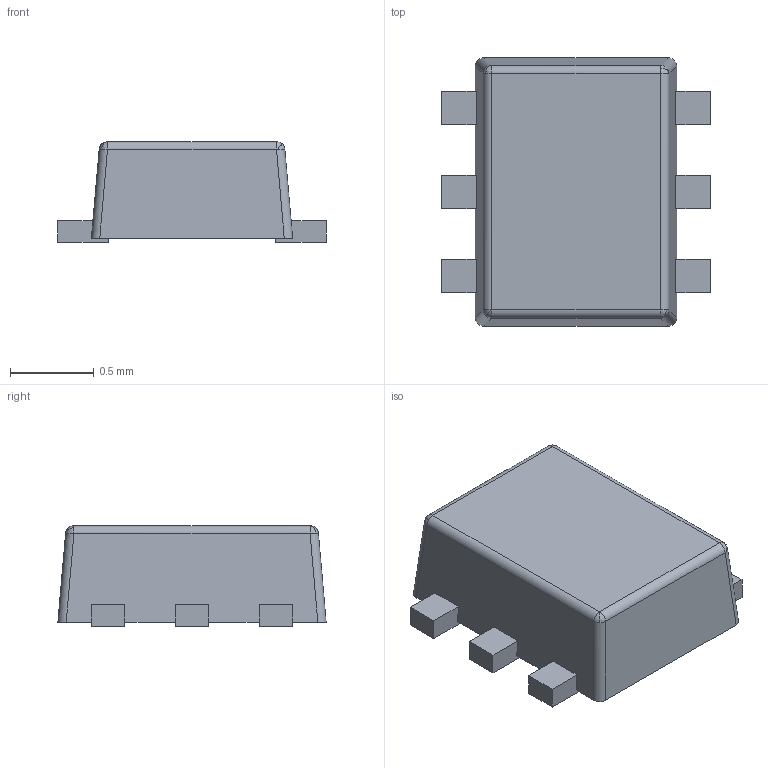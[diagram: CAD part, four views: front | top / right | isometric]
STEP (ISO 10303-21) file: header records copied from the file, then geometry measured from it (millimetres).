
FILE_DESCRIPTION (( 'STEP AP214' ), '1' );
FILE_NAME ('TPS566242DRLR.STEP', '2023-08-16T09:00:36', ( 'USER' ), ( '' ), 'SwSTEP 2.0', 'SolidWorks 2016', '' );
FILE_SCHEMA (( 'AUTOMOTIVE_DESIGN' ));
Length unit declared in the file: millimetre
Products named in the file (3): BODY-SOT; FRAME-DRL0006A; TPS566242DRLR
Assembly tree (2 placements, depth 2):
  TPS566242DRLR
    FRAME-DRL0006A
    BODY-SOT
Bounding box: 1.6 x 1.6 x 0.6 mm (x, y, z)
Volume: 1.1 mm3; surface area: 8.2 mm2
Topology: 7 solids, 7 shells, 82 faces, 199 edges, 123 vertices
Faces by surface type: plane 66, bspline 8, cylinder 8
Entity records: 3439 total; most frequent: CARTESIAN_POINT 533, ORIENTED_EDGE 382, DIRECTION 368, EDGE_CURVE 191, LINE 164, VECTOR 164, VERTEX_POINT 123, AXIS2_PLACEMENT_3D 102
